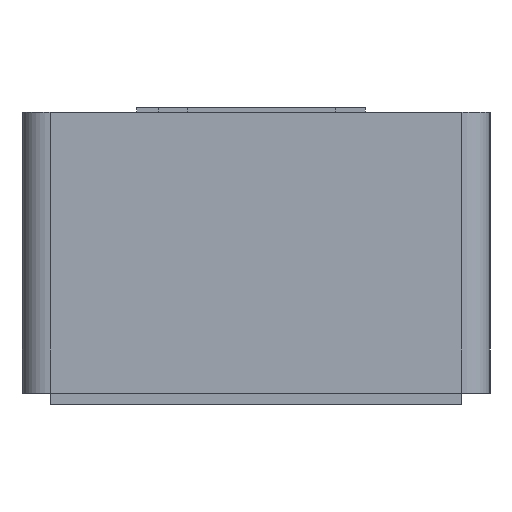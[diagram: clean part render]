
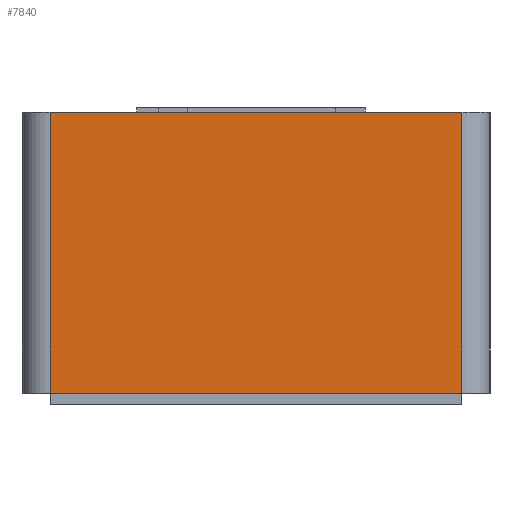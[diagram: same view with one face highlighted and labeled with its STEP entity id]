
A CAD part, left-side view. The second image highlights one B-rep face of the part: STEP entity #7840.
In plain terms, the highlighted planar face has unit normal (-1, 0, 0).
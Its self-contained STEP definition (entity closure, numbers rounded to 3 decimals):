
#2202=DIRECTION('',(0.,-1.,0.));
#2203=VECTOR('',#2202,4.4);
#2204=CARTESIAN_POINT('',(13.95,-0.55,0.02));
#2205=LINE('',#2204,#2203);
#2374=DIRECTION('',(0.,0.,-1.));
#2375=VECTOR('',#2374,3.);
#2376=CARTESIAN_POINT('',(13.95,-0.55,3.02));
#2377=LINE('',#2376,#2375);
#2381=DIRECTION('',(0.,-1.,0.));
#2382=VECTOR('',#2381,4.4);
#2383=CARTESIAN_POINT('',(13.95,-0.55,3.02));
#2384=LINE('',#2383,#2382);
#2388=DIRECTION('',(0.,0.,1.));
#2389=VECTOR('',#2388,3.);
#2390=CARTESIAN_POINT('',(13.95,-4.95,0.02));
#2391=LINE('',#2390,#2389);
#6579=CARTESIAN_POINT('',(13.95,-4.95,3.02));
#6580=VERTEX_POINT('',#6579);
#6581=CARTESIAN_POINT('',(13.95,-0.55,3.02));
#6582=VERTEX_POINT('',#6581);
#6855=CARTESIAN_POINT('',(13.95,-0.55,0.02));
#6856=VERTEX_POINT('',#6855);
#6857=CARTESIAN_POINT('',(13.95,-4.95,0.02));
#6858=VERTEX_POINT('',#6857);
#7828=CARTESIAN_POINT('',(13.95,-0.35,0.02));
#7829=DIRECTION('',(-1.,0.,0.));
#7830=DIRECTION('',(0.,-1.,0.));
#7831=AXIS2_PLACEMENT_3D('',#7828,#7829,#7830);
#7832=PLANE('',#7831);
#7833=ORIENTED_EDGE('',*,*,#7279,.T.);
#7835=ORIENTED_EDGE('',*,*,#7834,.F.);
#7836=ORIENTED_EDGE('',*,*,#7703,.F.);
#7837=ORIENTED_EDGE('',*,*,#7823,.F.);
#7838=EDGE_LOOP('',(#7833,#7835,#7836,#7837));
#7839=FACE_OUTER_BOUND('',#7838,.F.);
#7279=EDGE_CURVE('',#6582,#6580,#2384,.T.);
#7703=EDGE_CURVE('',#6856,#6858,#2205,.T.);
#7823=EDGE_CURVE('',#6582,#6856,#2377,.T.);
#7834=EDGE_CURVE('',#6858,#6580,#2391,.T.);
#7840=ADVANCED_FACE('',(#7839),#7832,.T.);
